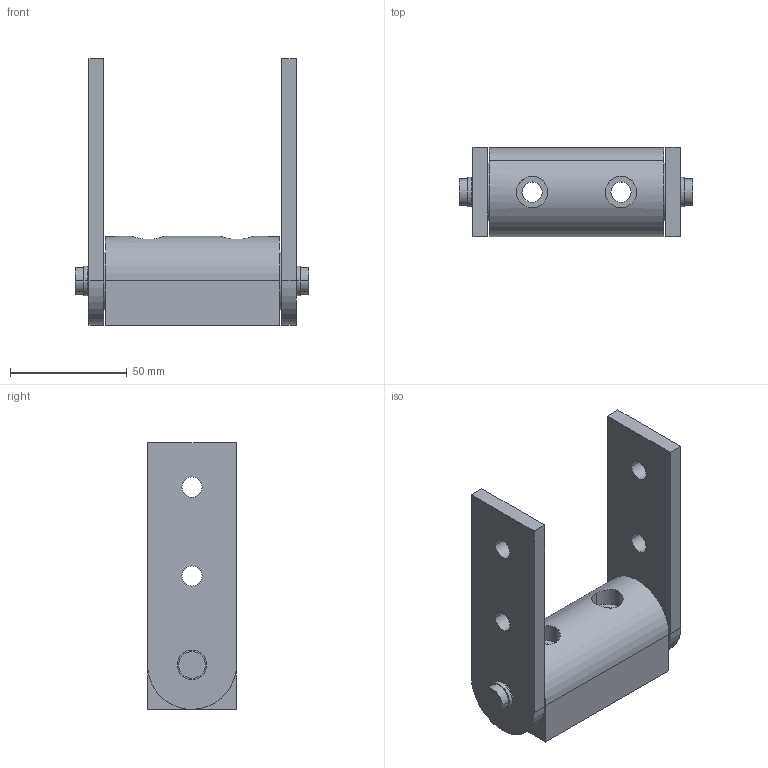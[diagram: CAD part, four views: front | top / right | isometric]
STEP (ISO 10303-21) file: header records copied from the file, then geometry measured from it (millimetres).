
FILE_DESCRIPTION((''),'2;1');
FILE_NAME('15HI8831.stp','2006-03-13T15:34:53',('Shawn Mantel'),('Faztek, LLC'),'Mechanical Desktop 2005','Mechanical Desktop 2005',', , ');
FILE_SCHEMA(('CONFIG_CONTROL_DESIGN'));
Length unit declared in the file: inch
Products named in the file (1): Product
Bounding box: 100.25 x 38.1 x 114.3 mm (x, y, z)
Volume: 142019.9 mm3; surface area: 40934.6 mm2
Topology: 13 solids, 13 shells, 101 faces, 223 edges, 150 vertices
Faces by surface type: cylinder 64, plane 37
Entity records: 3194 total; most frequent: CARTESIAN_POINT 715, DIRECTION 527, ORIENTED_EDGE 446, EDGE_CURVE 223, AXIS2_PLACEMENT_3D 218, VERTEX_POINT 150, EDGE_LOOP 137, CIRCLE 116
